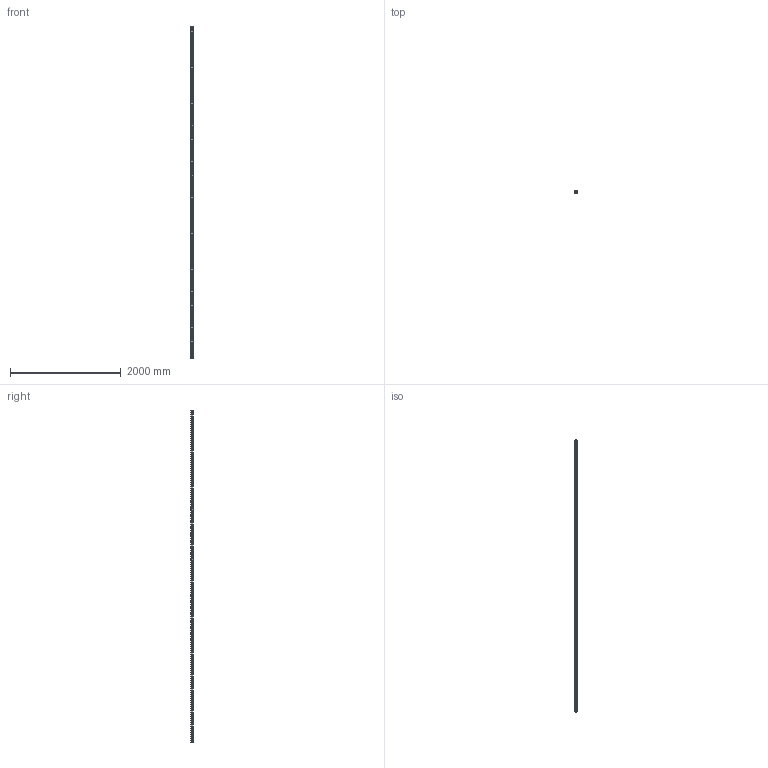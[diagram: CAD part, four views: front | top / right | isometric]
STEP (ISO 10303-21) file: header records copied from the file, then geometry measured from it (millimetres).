
FILE_DESCRIPTION (( 'STEP AP214' ), '1' );
FILE_NAME ('1123018.stp', '2024-03-12T14:58:11', ( '' ), ( '' ), 'SwSTEP 2.0', 'SolidWorks 2022', '' );
FILE_SCHEMA (( 'AUTOMOTIVE_DESIGN' ));
Length unit declared in the file: millimetre
Products named in the file (1): 1123018
Bounding box: 41 x 41 x 6000 mm (x, y, z)
Volume: 1385088.8 mm3; surface area: 1461461.8 mm2
Topology: 1 solids, 1 shells, 1494 faces, 4428 edges, 2936 vertices
Faces by surface type: plane 762, cylinder 732
Entity records: 51766 total; most frequent: DIRECTION 8882, CARTESIAN_POINT 8859, ORIENTED_EDGE 8856, EDGE_CURVE 4428, LINE 2964, VECTOR 2964, AXIS2_PLACEMENT_3D 2959, VERTEX_POINT 2936
